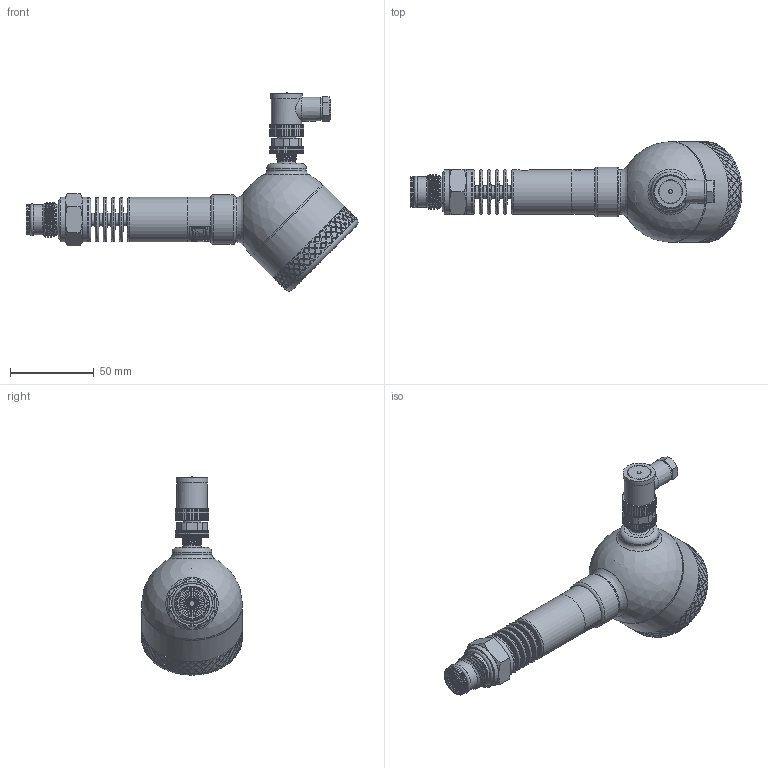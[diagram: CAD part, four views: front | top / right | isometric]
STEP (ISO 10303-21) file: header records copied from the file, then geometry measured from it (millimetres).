
FILE_DESCRIPTION(/* description */ (''),/* implementation_level */ '2;1');
FILE_NAME(/* name */ 'APZ3420mFH_G1''2DIN-solidflush_radiator_2_display.step',/* time_stamp */ '2021-07-07T16:32:51+03:00',/* author */ (''),/* organization */ (''),/* preprocessor_version */ 'ST-DEVELOPER v18.1',/* originating_system */ 'Autodesk Translation Framework v10.9.0.1377',/* authorisation */ '');
FILE_SCHEMA (('AUTOMOTIVE_DESIGN { 1 0 10303 214 3 1 1 }'));
Length unit declared in the file: millimetre
Products named in the file (9): АПЗ420М-полевойкорпус-
заполненный; Заполненный полевой 
корпус v13; Cover for display; Display; Main body; M12x1 adapter; M12x1 female angular v10; G1\2 flush diaphragm; shell radiator
Assembly tree (8 placements, depth 3):
  АПЗ420М-полевойкорпус-
заполненный
    Заполненный полевой 
корпус v13
      Cover for display
      Display
      Main body
      M12x1 adapter
      M12x1 female angular v10
    G1\2 flush diaphragm
    shell radiator
Bounding box: 197.88 x 60.1 x 118.16 mm (x, y, z)
Volume: 253837.8 mm3; surface area: 61166.5 mm2
Topology: 18 solids, 18 shells, 1889 faces, 4754 edges, 3124 vertices
Faces by surface type: bspline 970, cylinder 525, plane 300, torus 55, cone 37, sphere 2
Full cylindrical faces by diameter (mm): 1 x4, 2 x2, 4 x1, 5 x4, 7 x1, 7.183 x1, 7.5 x5, 8 x1, 9.3 x1, 9.471 x2, 10.5 x2, 10.741 x7, 11.035 x4, 11.156 x1, 11.884 x6, 12.152 x4, 13 x1, 15 x1, 17.4 x1, 18 x4, 18.4 x1, 18.631 x2, 19 x1, 19.7 x1, 21.6 x1, 21.767 x1, 22.4 x1, 23.6 x1, 24 x1, 24.5 x4
Entity records: 77310 total; most frequent: CARTESIAN_POINT 39007, ORIENTED_EDGE 9506, DIRECTION 4859, EDGE_CURVE 4753, VERTEX_POINT 3124, B_SPLINE_CURVE_WITH_KNOTS 2694, EDGE_LOOP 2151, AXIS2_PLACEMENT_3D 1904
